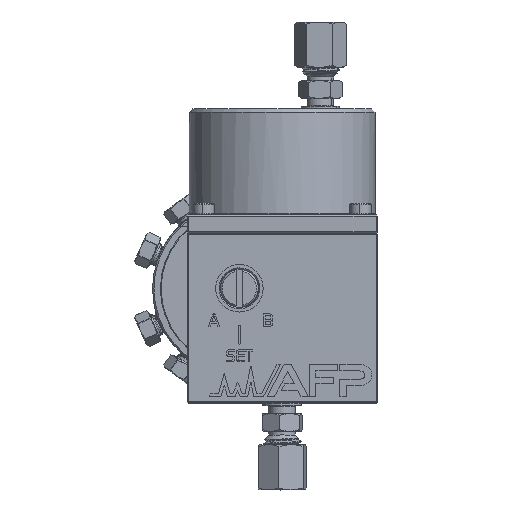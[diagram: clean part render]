
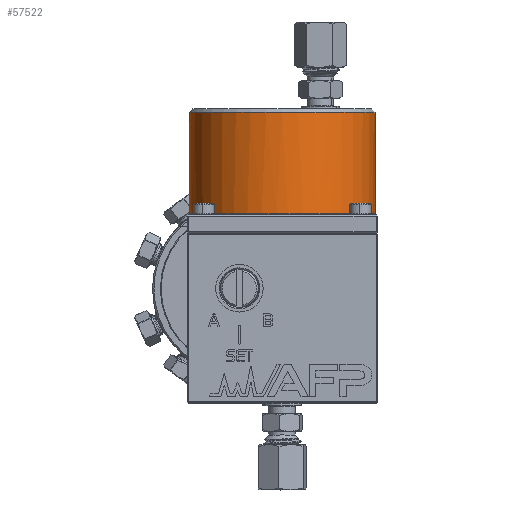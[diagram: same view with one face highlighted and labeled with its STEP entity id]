
A CAD part, top view. The second image highlights one B-rep face of the part: STEP entity #57522.
In plain terms, the highlighted cylindrical face has radius 19.558 mm (diameter 39.116 mm), a partial arc.
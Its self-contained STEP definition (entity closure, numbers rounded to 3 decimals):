
#1157 = CARTESIAN_POINT ( 'NONE',  ( 7.788, 15.691, 19.52 ) ) ;
#1515 = CIRCLE ( 'NONE', #122279, 19.558 ) ;
#3146 = ORIENTED_EDGE ( 'NONE', *, *, #94161, .T. ) ;
#6390 = DIRECTION ( 'NONE',  ( 0., 1., 0. ) ) ;
#8961 = CARTESIAN_POINT ( 'NONE',  ( -10.52, 15.691, 1.212 ) ) ;
#14281 = EDGE_CURVE ( 'NONE', #111472, #22979, #113863, .T. ) ;
#14765 = DIRECTION ( 'NONE',  ( -1., 0., 0. ) ) ;
#18258 = B_SPLINE_CURVE_WITH_KNOTS ( 'NONE', 3,
 ( #131401, #28823, #40901, #48359 ),
 .UNSPECIFIED., .F., .F.,
 ( 4, 4 ),
 ( 0.001, 0.002 ),
 .UNSPECIFIED. ) ;
#20076 = CARTESIAN_POINT ( 'NONE',  ( 28.558, 12.683, 0. ) ) ;
#22469 = EDGE_CURVE ( 'NONE', #97698, #59958, #108472, .T. ) ;
#22979 = VERTEX_POINT ( 'NONE', #116465 ) ;
#24021 = ORIENTED_EDGE ( 'NONE', *, *, #33191, .T. ) ;
#27787 = ORIENTED_EDGE ( 'NONE', *, *, #52456, .T. ) ;
#28182 = CARTESIAN_POINT ( 'NONE',  ( 28.558, 15.688, 0.404 ) ) ;
#28823 = CARTESIAN_POINT ( 'NONE',  ( -10.558, 15.688, 0.404 ) ) ;
#33191 = EDGE_CURVE ( 'NONE', #34579, #97698, #1515, .T. ) ;
#34579 = VERTEX_POINT ( 'NONE', #8961 ) ;
#38287 = VECTOR ( 'NONE', #52445, 1000. ) ;
#38838 = DIRECTION ( 'NONE',  ( 0., -1., 0. ) ) ;
#39933 = ORIENTED_EDGE ( 'NONE', *, *, #88742, .T. ) ;
#40262 = CARTESIAN_POINT ( 'NONE',  ( 8.596, 15.688, 19.558 ) ) ;
#40901 = CARTESIAN_POINT ( 'NONE',  ( -10.545, 15.691, 0.808 ) ) ;
#45393 = LINE ( 'NONE', #126485, #58359 ) ;
#48359 = CARTESIAN_POINT ( 'NONE',  ( -10.52, 15.691, 1.212 ) ) ;
#49706 = CARTESIAN_POINT ( 'NONE',  ( 7.788, 15.691, 19.52 ) ) ;
#49722 = CARTESIAN_POINT ( 'NONE',  ( 28.558, 15.688, 0. ) ) ;
#52445 = DIRECTION ( 'NONE',  ( 0., 1., 0. ) ) ;
#52456 = EDGE_CURVE ( 'NONE', #59958, #96748, #118444, .T. ) ;
#54560 = CARTESIAN_POINT ( 'NONE',  ( 9., 15.691, 0. ) ) ;
#57522 = ADVANCED_FACE ( 'Defeatured_1_151', ( #86682 ), #65840, .T. ) ;
#58359 = VECTOR ( 'NONE', #86575, 1000. ) ;
#58967 = DIRECTION ( 'NONE',  ( -1., 0., 0. ) ) ;
#59958 = VERTEX_POINT ( 'NONE', #87191 ) ;
#61220 = CARTESIAN_POINT ( 'NONE',  ( 9.809, 15.691, 19.545 ) ) ;
#61879 = CARTESIAN_POINT ( 'NONE',  ( 10.212, 15.691, 19.52 ) ) ;
#65840 = CYLINDRICAL_SURFACE ( 'NONE', #86759, 19.558 ) ;
#67165 = CARTESIAN_POINT ( 'NONE',  ( 9., 12.683, 0. ) ) ;
#69357 = CARTESIAN_POINT ( 'NONE',  ( 9.405, 15.688, 19.558 ) ) ;
#73894 = DIRECTION ( 'NONE',  ( -1., 0., 0. ) ) ;
#74988 = CARTESIAN_POINT ( 'NONE',  ( 28.52, 15.691, 1.212 ) ) ;
#76863 = ORIENTED_EDGE ( 'NONE', *, *, #81995, .F. ) ;
#78733 = ORIENTED_EDGE ( 'NONE', *, *, #22469, .T. ) ;
#79260 = CARTESIAN_POINT ( 'NONE',  ( -10.558, 37.027, 0. ) ) ;
#81362 = EDGE_LOOP ( 'NONE', ( #39933, #84695, #111490, #76863, #3146, #24021, #78733, #27787 ) ) ;
#81995 = EDGE_CURVE ( 'NONE', #112495, #85794, #45393, .T. ) ;
#82114 = B_SPLINE_CURVE_WITH_KNOTS ( 'NONE', 3,
 ( #131439, #130767, #28182, #49722 ),
 .UNSPECIFIED., .F., .F.,
 ( 4, 4 ),
 ( 0., 0.001 ),
 .UNSPECIFIED. ) ;
#84695 = ORIENTED_EDGE ( 'NONE', *, *, #14281, .T. ) ;
#85794 = VERTEX_POINT ( 'NONE', #79260 ) ;
#86575 = DIRECTION ( 'NONE',  ( 0., 1., 0. ) ) ;
#86682 = FACE_OUTER_BOUND ( 'NONE', #81362, .T. ) ;
#86759 = AXIS2_PLACEMENT_3D ( 'NONE', #67165, #6390, #58967 ) ;
#87191 = CARTESIAN_POINT ( 'NONE',  ( 10.212, 15.691, 19.52 ) ) ;
#88742 = EDGE_CURVE ( 'NONE', #96748, #111472, #82114, .T. ) ;
#91585 = CARTESIAN_POINT ( 'NONE',  ( 8.191, 15.691, 19.545 ) ) ;
#94161 = EDGE_CURVE ( 'NONE', #112495, #34579, #18258, .T. ) ;
#96748 = VERTEX_POINT ( 'NONE', #74988 ) ;
#97698 = VERTEX_POINT ( 'NONE', #1157 ) ;
#107662 = AXIS2_PLACEMENT_3D ( 'NONE', #115721, #125188, #73894 ) ;
#108472 = B_SPLINE_CURVE_WITH_KNOTS ( 'NONE', 3,
 ( #49706, #91585, #40262, #69357, #61220, #61879 ),
 .UNSPECIFIED., .F., .F.,
 ( 4, 2, 4 ),
 ( 0., 0.001, 0.002 ),
 .UNSPECIFIED. ) ;
#111472 = VERTEX_POINT ( 'NONE', #121892 ) ;
#111490 = ORIENTED_EDGE ( 'NONE', *, *, #119294, .T. ) ;
#112495 = VERTEX_POINT ( 'NONE', #124602 ) ;
#113863 = LINE ( 'NONE', #20076, #38287 ) ;
#115721 = CARTESIAN_POINT ( 'NONE',  ( 9., 15.691, 0. ) ) ;
#116465 = CARTESIAN_POINT ( 'NONE',  ( 28.558, 37.027, 0. ) ) ;
#116928 = CIRCLE ( 'NONE', #118995, 19.558 ) ;
#118444 = CIRCLE ( 'NONE', #107662, 19.558 ) ;
#118995 = AXIS2_PLACEMENT_3D ( 'NONE', #131349, #38838, #129347 ) ;
#119294 = EDGE_CURVE ( 'NONE', #22979, #85794, #116928, .T. ) ;
#121892 = CARTESIAN_POINT ( 'NONE',  ( 28.558, 15.688, 0. ) ) ;
#122279 = AXIS2_PLACEMENT_3D ( 'NONE', #54560, #127450, #14765 ) ;
#124602 = CARTESIAN_POINT ( 'NONE',  ( -10.558, 15.688, 0. ) ) ;
#125188 = DIRECTION ( 'NONE',  ( 0., 1., 0. ) ) ;
#126485 = CARTESIAN_POINT ( 'NONE',  ( -10.558, 12.683, 0. ) ) ;
#127450 = DIRECTION ( 'NONE',  ( 0., 1., 0. ) ) ;
#129347 = DIRECTION ( 'NONE',  ( -1., 0., 0. ) ) ;
#130767 = CARTESIAN_POINT ( 'NONE',  ( 28.545, 15.691, 0.809 ) ) ;
#131349 = CARTESIAN_POINT ( 'NONE',  ( 9., 37.027, 0. ) ) ;
#131401 = CARTESIAN_POINT ( 'NONE',  ( -10.558, 15.688, 0. ) ) ;
#131439 = CARTESIAN_POINT ( 'NONE',  ( 28.52, 15.691, 1.212 ) ) ;
